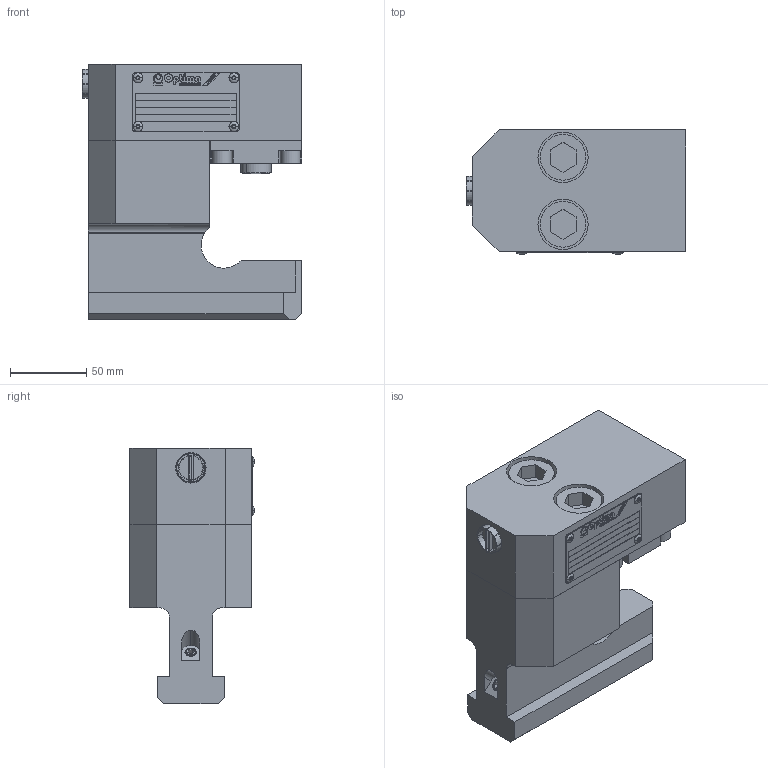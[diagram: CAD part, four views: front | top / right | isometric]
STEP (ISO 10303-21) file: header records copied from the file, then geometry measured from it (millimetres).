
FILE_DESCRIPTION(('STEP AP214'),'1');
FILE_NAME('38411030_HEE85_28_78.stp','2019-01-24T09:25:48',(' '),(' '),'Spatial InterOp 3D',' ',' ');
FILE_SCHEMA(('automotive_design'));
Length unit declared in the file: millimetre
Products named in the file (11): 1; 2; 3; 4; 5; 6; 7; 8; 9; 10; 11
Bounding box: 144 x 81.5 x 168 mm (x, y, z)
Volume: 1129039.5 mm3; surface area: 166277.9 mm2
Topology: 11 solids, 11 shells, 855 faces, 2114 edges, 1366 vertices
Faces by surface type: plane 415, cylinder 215, extrusion 133, cone 48, torus 26, sphere 18
Entity records: 33519 total; most frequent: CARTESIAN_POINT 6374, ORIENTED_EDGE 4148, DIRECTION 3935, EDGE_CURVE 2074, VERTEX_POINT 1366, VECTOR 1327, AXIS2_PLACEMENT_3D 1304, LINE 1194
